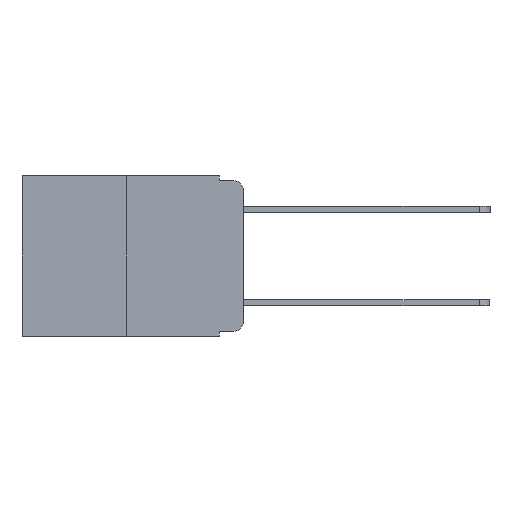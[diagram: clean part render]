
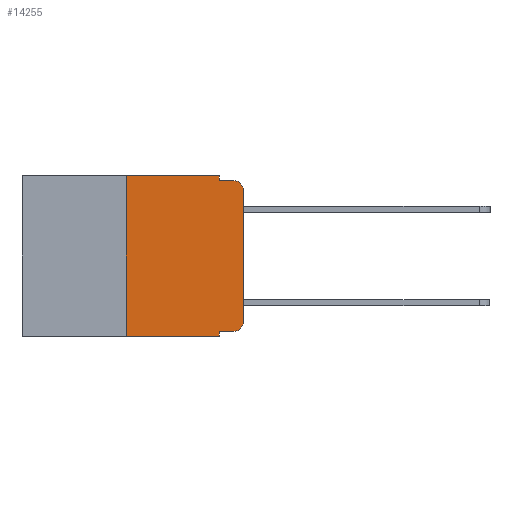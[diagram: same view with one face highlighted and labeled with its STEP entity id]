
A CAD part, left-side view. The second image highlights one B-rep face of the part: STEP entity #14255.
In plain terms, the highlighted planar face has unit normal (-1, 0, 0).
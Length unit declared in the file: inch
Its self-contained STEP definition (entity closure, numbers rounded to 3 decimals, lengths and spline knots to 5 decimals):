
#81 = LINE ( 'NONE', #2622, #8984 ) ;
#383 = VERTEX_POINT ( 'NONE', #1452 ) ;
#1001 = EDGE_CURVE ( 'NONE', #4911, #383, #7836, .T. ) ;
#1094 = AXIS2_PLACEMENT_3D ( 'NONE', #12284, #12193, #12176 ) ;
#1270 = CARTESIAN_POINT ( 'NONE',  ( 0., 0.25, 0. ) ) ;
#1452 = CARTESIAN_POINT ( 'NONE',  ( 0., 0.051, -0.01 ) ) ;
#1525 = ORIENTED_EDGE ( 'NONE', *, *, #13111, .F. ) ;
#1819 = EDGE_CURVE ( 'NONE', #383, #9798, #6965, .T. ) ;
#1902 = ORIENTED_EDGE ( 'NONE', *, *, #11067, .T. ) ;
#1946 = LINE ( 'NONE', #11693, #12907 ) ;
#2084 = CARTESIAN_POINT ( 'NONE',  ( 0., 0., -0.03 ) ) ;
#2192 = CARTESIAN_POINT ( 'NONE',  ( 0., 0.473, 0. ) ) ;
#2558 = DIRECTION ( 'NONE',  ( 0., -1., 0. ) ) ;
#2611 = EDGE_CURVE ( 'NONE', #3339, #9798, #6052, .T. ) ;
#2618 = VERTEX_POINT ( 'NONE', #9010 ) ;
#2622 = CARTESIAN_POINT ( 'NONE',  ( 0., 0.473, -0.343 ) ) ;
#3276 = VECTOR ( 'NONE', #11363, 39.37008 ) ;
#3339 = VERTEX_POINT ( 'NONE', #2084 ) ;
#3490 = CARTESIAN_POINT ( 'NONE',  ( 0., 0.25, -0.343 ) ) ;
#4210 = DIRECTION ( 'NONE',  ( -1., 0., 0. ) ) ;
#4217 = LINE ( 'NONE', #7928, #7259 ) ;
#4224 = EDGE_CURVE ( 'NONE', #9066, #3339, #1946, .T. ) ;
#4332 = ORIENTED_EDGE ( 'NONE', *, *, #10765, .T. ) ;
#4751 = AXIS2_PLACEMENT_3D ( 'NONE', #10745, #4210, #11776 ) ;
#4911 = VERTEX_POINT ( 'NONE', #7726 ) ;
#5168 = VECTOR ( 'NONE', #13987, 39.37008 ) ;
#5279 = LINE ( 'NONE', #7450, #13730 ) ;
#5496 = CARTESIAN_POINT ( 'NONE',  ( 0., 0.051, -0.01 ) ) ;
#5547 = CARTESIAN_POINT ( 'NONE',  ( 0., 0.051, -0.333 ) ) ;
#5567 = DIRECTION ( 'NONE',  ( 0., 0., -1. ) ) ;
#5638 = VERTEX_POINT ( 'NONE', #13946 ) ;
#6052 = CIRCLE ( 'NONE', #1094, 0.02 ) ;
#6128 = ORIENTED_EDGE ( 'NONE', *, *, #2611, .T. ) ;
#6313 = ORIENTED_EDGE ( 'NONE', *, *, #7309, .F. ) ;
#6660 = ORIENTED_EDGE ( 'NONE', *, *, #4224, .T. ) ;
#6677 = ORIENTED_EDGE ( 'NONE', *, *, #13792, .F. ) ;
#6712 = FACE_OUTER_BOUND ( 'NONE', #13826, .T. ) ;
#6965 = LINE ( 'NONE', #5496, #9777 ) ;
#7259 = VECTOR ( 'NONE', #5567, 39.37008 ) ;
#7309 = EDGE_CURVE ( 'NONE', #8418, #4911, #5279, .T. ) ;
#7450 = CARTESIAN_POINT ( 'NONE',  ( 0., 0.473, 0. ) ) ;
#7726 = CARTESIAN_POINT ( 'NONE',  ( 0., 0.051, 0. ) ) ;
#7836 = LINE ( 'NONE', #9904, #12995 ) ;
#7928 = CARTESIAN_POINT ( 'NONE',  ( 0., 0.051, 0. ) ) ;
#8041 = DIRECTION ( 'NONE',  ( 0., 0., -1. ) ) ;
#8278 = CARTESIAN_POINT ( 'NONE',  ( 0., 0.25, 0. ) ) ;
#8418 = VERTEX_POINT ( 'NONE', #1270 ) ;
#8531 = DIRECTION ( 'NONE',  ( 0., -1., 0. ) ) ;
#8540 = ORIENTED_EDGE ( 'NONE', *, *, #1819, .F. ) ;
#8735 = CARTESIAN_POINT ( 'NONE',  ( 0., 0.051, -0.343 ) ) ;
#8984 = VECTOR ( 'NONE', #10458, 39.37008 ) ;
#9010 = CARTESIAN_POINT ( 'NONE',  ( 0., 0.02, -0.333 ) ) ;
#9066 = VERTEX_POINT ( 'NONE', #12541 ) ;
#9112 = DIRECTION ( 'NONE',  ( 0., 0., -1. ) ) ;
#9614 = DIRECTION ( 'NONE',  ( 0., 0., 1. ) ) ;
#9765 = CARTESIAN_POINT ( 'NONE',  ( 0., 0.02, -0.01 ) ) ;
#9777 = VECTOR ( 'NONE', #2558, 39.37008 ) ;
#9798 = VERTEX_POINT ( 'NONE', #9765 ) ;
#9904 = CARTESIAN_POINT ( 'NONE',  ( 0., 0.051, 0. ) ) ;
#10370 = EDGE_CURVE ( 'NONE', #2618, #9066, #12054, .T. ) ;
#10458 = DIRECTION ( 'NONE',  ( 0., -1., 0. ) ) ;
#10602 = VERTEX_POINT ( 'NONE', #3490 ) ;
#10745 = CARTESIAN_POINT ( 'NONE',  ( 0., 0.02, -0.313 ) ) ;
#10765 = EDGE_CURVE ( 'NONE', #10602, #11478, #81, .T. ) ;
#11067 = EDGE_CURVE ( 'NONE', #5638, #2618, #13624, .T. ) ;
#11138 = AXIS2_PLACEMENT_3D ( 'NONE', #2192, #14215, #8041 ) ;
#11363 = DIRECTION ( 'NONE',  ( 0., 0., 1. ) ) ;
#11478 = VERTEX_POINT ( 'NONE', #8735 ) ;
#11693 = CARTESIAN_POINT ( 'NONE',  ( 0., 0., 0. ) ) ;
#11776 = DIRECTION ( 'NONE',  ( 0., 0., -1. ) ) ;
#11966 = LINE ( 'NONE', #8278, #3276 ) ;
#12054 = CIRCLE ( 'NONE', #4751, 0.02 ) ;
#12151 = PLANE ( 'NONE',  #11138 ) ;
#12176 = DIRECTION ( 'NONE',  ( 0., 0., -1. ) ) ;
#12193 = DIRECTION ( 'NONE',  ( -1., 0., 0. ) ) ;
#12284 = CARTESIAN_POINT ( 'NONE',  ( 0., 0.02, -0.03 ) ) ;
#12541 = CARTESIAN_POINT ( 'NONE',  ( 0., 0., -0.313 ) ) ;
#12907 = VECTOR ( 'NONE', #9614, 39.37008 ) ;
#12995 = VECTOR ( 'NONE', #9112, 39.37008 ) ;
#13111 = EDGE_CURVE ( 'NONE', #5638, #11478, #4217, .T. ) ;
#13624 = LINE ( 'NONE', #5547, #5168 ) ;
#13730 = VECTOR ( 'NONE', #8531, 39.37008 ) ;
#13792 = EDGE_CURVE ( 'NONE', #10602, #8418, #11966, .T. ) ;
#13826 = EDGE_LOOP ( 'NONE', ( #6660, #6128, #8540, #14000, #6313, #6677, #4332, #1525, #1902, #13852 ) ) ;
#13852 = ORIENTED_EDGE ( 'NONE', *, *, #10370, .T. ) ;
#13946 = CARTESIAN_POINT ( 'NONE',  ( 0., 0.051, -0.333 ) ) ;
#13987 = DIRECTION ( 'NONE',  ( 0., -1., 0. ) ) ;
#14000 = ORIENTED_EDGE ( 'NONE', *, *, #1001, .F. ) ;
#14215 = DIRECTION ( 'NONE',  ( 1., 0., 0. ) ) ;
#14255 = ADVANCED_FACE ( 'NONE', ( #6712 ), #12151, .F. ) ;
